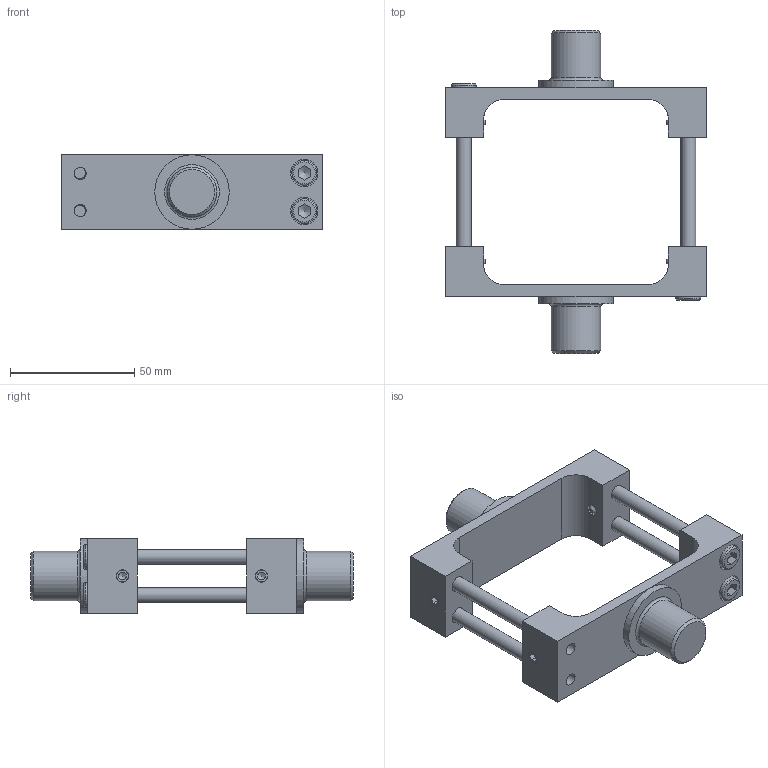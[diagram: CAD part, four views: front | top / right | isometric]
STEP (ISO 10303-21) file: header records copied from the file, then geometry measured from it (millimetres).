
FILE_DESCRIPTION(/* description */ (''),/* implementation_level */ '2;1');
FILE_NAME(/* name */ 'CAD_69151.stp',/* time_stamp */ '2016-06-09T14:44:00+02:00',/* author */ ('Hypex'),/* organization */ ('Hypex'),/* preprocessor_version */ 'ST-DEVELOPER v16.1',/* originating_system */ 'Autodesk Inventor 2016',/* authorisation */ '');
FILE_SCHEMA (('AUTOMOTIVE_DESIGN { 1 0 10303 214 3 1 1 }'));
Length unit declared in the file: millimetre
Products named in the file (1): CAD_69151
Bounding box: 105 x 130 x 30 mm (x, y, z)
Volume: 80545.5 mm3; surface area: 31006.3 mm2
Topology: 1 solids, 1 shells, 166 faces, 402 edges, 262 vertices
Faces by surface type: plane 98, cylinder 36, cone 22, torus 10
Full cylindrical faces by diameter (mm): 4.917 x12, 6 x4, 6.6 x4, 10 x4, 11 x4, 20 x2, 30 x2
Entity records: 4528 total; most frequent: CARTESIAN_POINT 947, DIRECTION 686, ORIENTED_EDGE 620, EDGE_CURVE 310, AXIS2_PLACEMENT_3D 265, EDGE_LOOP 256, VERTEX_POINT 230, STYLED_ITEM 167
